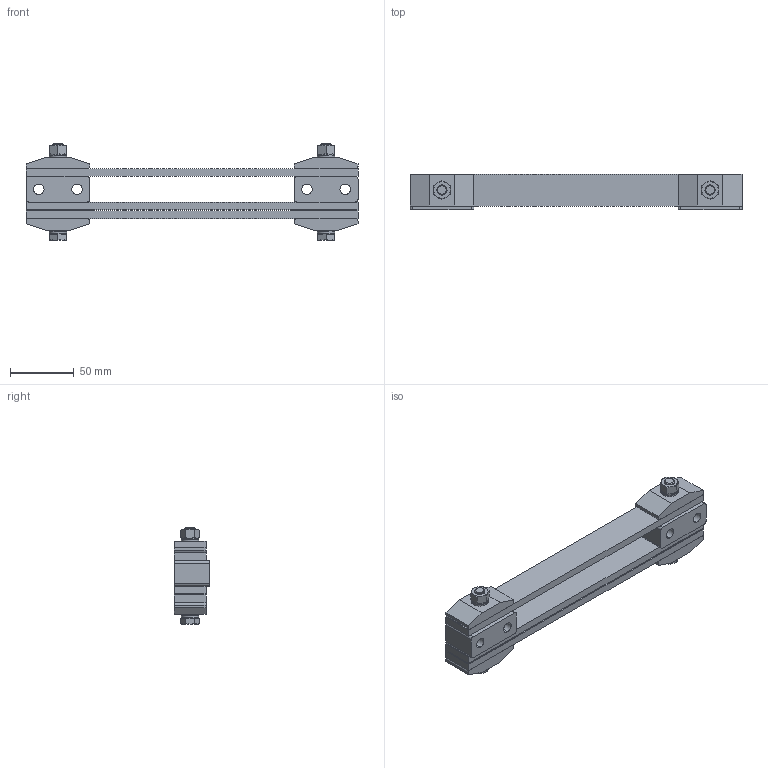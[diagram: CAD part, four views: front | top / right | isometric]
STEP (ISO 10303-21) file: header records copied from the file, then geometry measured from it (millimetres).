
FILE_DESCRIPTION (( 'STEP AP214' ), '1' );
FILE_NAME ('Blattfederkombination FE # 83315969.STEP', '2022-05-27T10:34:15', ( '' ), ( '' ), 'SwSTEP 2.0', 'SolidWorks 2015', '' );
FILE_SCHEMA (( 'AUTOMOTIVE_DESIGN' ));
Length unit declared in the file: millimetre
Products named in the file (1): Blattfederkombination FE # 83315969
Bounding box: 260 x 28 x 75.3 mm (x, y, z)
Volume: 211573 mm3; surface area: 91558.1 mm2
Topology: 19 solids, 19 shells, 720 faces, 1840 edges, 1160 vertices
Faces by surface type: plane 576, cylinder 92, cone 48, torus 4
Entity records: 21872 total; most frequent: CARTESIAN_POINT 4561, ORIENTED_EDGE 3680, DIRECTION 3294, EDGE_CURVE 1840, VECTOR 1396, LINE 1396, VERTEX_POINT 1160, AXIS2_PLACEMENT_3D 949
